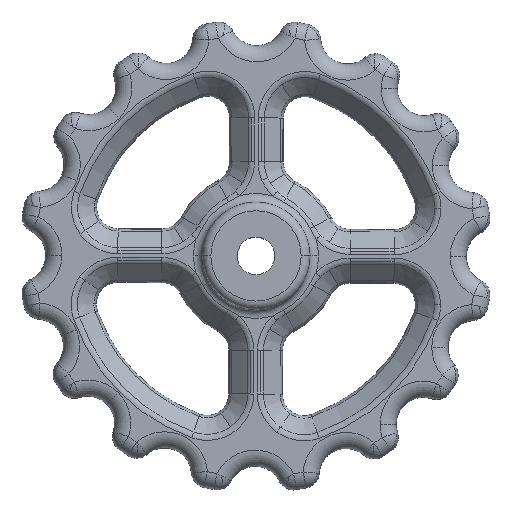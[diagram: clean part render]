
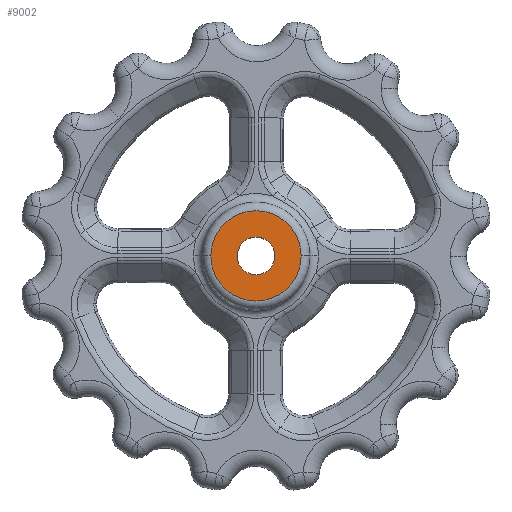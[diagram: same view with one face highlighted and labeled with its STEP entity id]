
A CAD part, top view. The second image highlights one B-rep face of the part: STEP entity #9002.
In plain terms, the highlighted planar face has unit normal (0, 0, 1).
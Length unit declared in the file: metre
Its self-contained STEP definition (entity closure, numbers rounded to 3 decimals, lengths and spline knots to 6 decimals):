
#200 = EDGE_CURVE ( 'NONE', #7790, #16192, #13967, .T. ) ;
#607 = CIRCLE ( 'NONE', #13091, 0.00175 ) ;
#1232 = CIRCLE ( 'NONE', #8061, 0.0042 ) ;
#1253 = CARTESIAN_POINT ( 'NONE',  ( 0., 0., 0.01004 ) ) ;
#1424 = DIRECTION ( 'NONE',  ( 0., 0., -1. ) ) ;
#3918 = DIRECTION ( 'NONE',  ( 0., 0., -1. ) ) ;
#4329 = FACE_BOUND ( 'NONE', #12778, .T. ) ;
#4772 = EDGE_CURVE ( 'NONE', #6128, #16964, #1232, .T. ) ;
#5148 = CARTESIAN_POINT ( 'NONE',  ( 0., 0., 0.01004 ) ) ;
#5688 = ORIENTED_EDGE ( 'NONE', *, *, #4772, .F. ) ;
#5843 = DIRECTION ( 'NONE',  ( 1., 0., 0. ) ) ;
#5923 = CIRCLE ( 'NONE', #15821, 0.0042 ) ;
#6128 = VERTEX_POINT ( 'NONE', #17171 ) ;
#7087 = DIRECTION ( 'NONE',  ( 0., 0., 1. ) ) ;
#7093 = ORIENTED_EDGE ( 'NONE', *, *, #14364, .T. ) ;
#7184 = ORIENTED_EDGE ( 'NONE', *, *, #200, .T. ) ;
#7790 = VERTEX_POINT ( 'NONE', #8542 ) ;
#8061 = AXIS2_PLACEMENT_3D ( 'NONE', #10013, #12829, #15389 ) ;
#8112 = DIRECTION ( 'NONE',  ( 1., -0.003, 0. ) ) ;
#8275 = CARTESIAN_POINT ( 'NONE',  ( 0., 0., 0.01004 ) ) ;
#8436 = CARTESIAN_POINT ( 'NONE',  ( 0., 0., 0.01004 ) ) ;
#8542 = CARTESIAN_POINT ( 'NONE',  ( -0.00175, 0.000006, 0.01004 ) ) ;
#8574 = EDGE_CURVE ( 'NONE', #16964, #6128, #5923, .T. ) ;
#8958 = CARTESIAN_POINT ( 'NONE',  ( 0.00175, -0.000006, 0.01004 ) ) ;
#9002 = ADVANCED_FACE ( 'NONE', ( #4329, #14008 ), #15232, .T. ) ;
#10013 = CARTESIAN_POINT ( 'NONE',  ( 0., 0., 0.01004 ) ) ;
#10317 = AXIS2_PLACEMENT_3D ( 'NONE', #8275, #1424, #14909 ) ;
#11722 = CARTESIAN_POINT ( 'NONE',  ( -0.0042, 0., 0.01004 ) ) ;
#12011 = DIRECTION ( 'NONE',  ( 0., 0., -1. ) ) ;
#12259 = DIRECTION ( 'NONE',  ( 1., -0.003, 0. ) ) ;
#12778 = EDGE_LOOP ( 'NONE', ( #7093, #7184 ) ) ;
#12829 = DIRECTION ( 'NONE',  ( 0., 0., -1. ) ) ;
#12999 = AXIS2_PLACEMENT_3D ( 'NONE', #8436, #7087, #5843 ) ;
#13091 = AXIS2_PLACEMENT_3D ( 'NONE', #5148, #12011, #12259 ) ;
#13967 = CIRCLE ( 'NONE', #10317, 0.00175 ) ;
#14008 = FACE_OUTER_BOUND ( 'NONE', #16742, .T. ) ;
#14364 = EDGE_CURVE ( 'NONE', #16192, #7790, #607, .T. ) ;
#14909 = DIRECTION ( 'NONE',  ( 1., -0.003, 0. ) ) ;
#15232 = PLANE ( 'NONE',  #12999 ) ;
#15389 = DIRECTION ( 'NONE',  ( 1., -0.003, 0. ) ) ;
#15821 = AXIS2_PLACEMENT_3D ( 'NONE', #1253, #3918, #8112 ) ;
#16028 = ORIENTED_EDGE ( 'NONE', *, *, #8574, .F. ) ;
#16192 = VERTEX_POINT ( 'NONE', #8958 ) ;
#16742 = EDGE_LOOP ( 'NONE', ( #5688, #16028 ) ) ;
#16964 = VERTEX_POINT ( 'NONE', #11722 ) ;
#17171 = CARTESIAN_POINT ( 'NONE',  ( 0.0042, 0., 0.01004 ) ) ;
